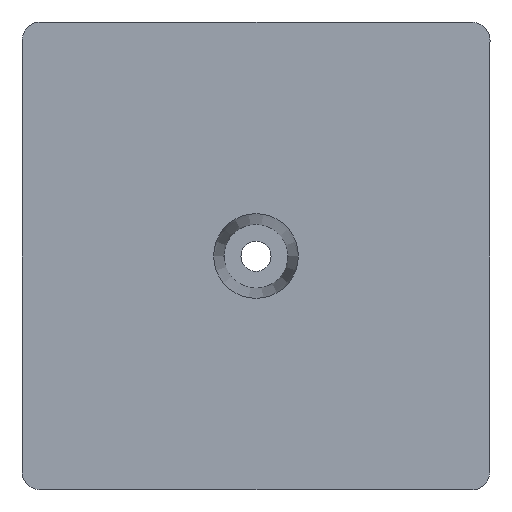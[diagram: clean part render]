
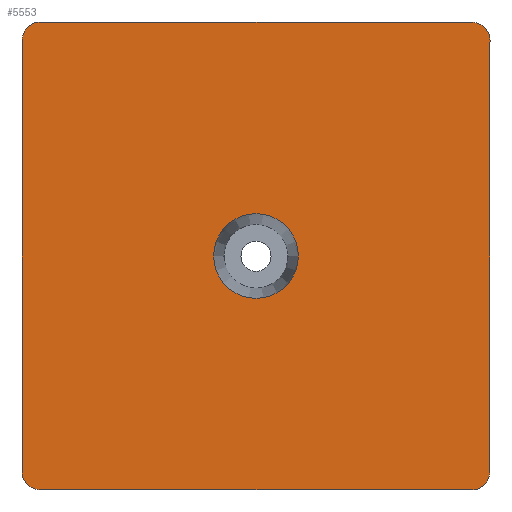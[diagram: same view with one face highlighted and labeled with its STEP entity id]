
A CAD part, top view. The second image highlights one B-rep face of the part: STEP entity #5553.
In plain terms, the highlighted planar face has unit normal (0, 0, 1).
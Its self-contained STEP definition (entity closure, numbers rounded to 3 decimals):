
#116 = CARTESIAN_POINT ( 'NONE',  ( 24.9, 0., 13.5 ) ) ;
#155 = EDGE_CURVE ( 'NONE', #1603, #1874, #964, .T. ) ;
#236 = CARTESIAN_POINT ( 'NONE',  ( -24.9, 0., 13.5 ) ) ;
#327 = EDGE_CURVE ( 'NONE', #2028, #3994, #5062, .T. ) ;
#431 = EDGE_CURVE ( 'NONE', #4472, #3627, #5153, .T. ) ;
#836 = CARTESIAN_POINT ( 'NONE',  ( -24.9, -22.901, 13.5 ) ) ;
#874 = CARTESIAN_POINT ( 'NONE',  ( 24.9, -22.901, 13.5 ) ) ;
#893 = CARTESIAN_POINT ( 'NONE',  ( 24.9, -24.072, 13.5 ) ) ;
#901 = CARTESIAN_POINT ( 'NONE',  ( 24.072, -24.9, 13.5 ) ) ;
#911 = CARTESIAN_POINT ( 'NONE',  ( 22.901, -24.9, 13.5 ) ) ;
#916 = AXIS2_PLACEMENT_3D ( 'NONE', #5193, #5169, #5157 ) ;
#922 = CIRCLE ( 'NONE', #916, 4.5 ) ;
#964 = LINE ( 'NONE', #3319, #3920 ) ;
#1019 =( BOUNDED_CURVE ( )  B_SPLINE_CURVE ( 3, ( #4415, #2039, #6402, #4379 ),
 .UNSPECIFIED., .F., .T. ) 
 B_SPLINE_CURVE_WITH_KNOTS ( ( 4, 4 ),
 ( 2.357, 3.926 ),
 .UNSPECIFIED. ) 
 CURVE ( )  GEOMETRIC_REPRESENTATION_ITEM ( )  RATIONAL_B_SPLINE_CURVE ( ( 1., 0.805, 0.805, 1. ) ) 
 REPRESENTATION_ITEM ( '' )  );
#1353 = AXIS2_PLACEMENT_3D ( 'NONE', #4277, #3684, #3094 ) ;
#1498 = CARTESIAN_POINT ( 'NONE',  ( -22.901, 24.9, 13.5 ) ) ;
#1603 = VERTEX_POINT ( 'NONE', #5805 ) ;
#1625 = ORIENTED_EDGE ( 'NONE', *, *, #6119, .T. ) ;
#1626 = ORIENTED_EDGE ( 'NONE', *, *, #3821, .T. ) ;
#1633 = ORIENTED_EDGE ( 'NONE', *, *, #2675, .T. ) ;
#1634 = ORIENTED_EDGE ( 'NONE', *, *, #3099, .T. ) ;
#1647 = ORIENTED_EDGE ( 'NONE', *, *, #4719, .T. ) ;
#1653 = ORIENTED_EDGE ( 'NONE', *, *, #431, .T. ) ;
#1665 = ORIENTED_EDGE ( 'NONE', *, *, #4961, .T. ) ;
#1682 = ORIENTED_EDGE ( 'NONE', *, *, #155, .T. ) ;
#1684 = ORIENTED_EDGE ( 'NONE', *, *, #3598, .T. ) ;
#1693 = ORIENTED_EDGE ( 'NONE', *, *, #327, .T. ) ;
#1823 = VERTEX_POINT ( 'NONE', #4410 ) ;
#1874 = VERTEX_POINT ( 'NONE', #4475 ) ;
#2028 = VERTEX_POINT ( 'NONE', #5150 ) ;
#2039 = CARTESIAN_POINT ( 'NONE',  ( -24.9, -24.072, 13.5 ) ) ;
#2073 = CARTESIAN_POINT ( 'NONE',  ( -24.9, 22.901, 13.5 ) ) ;
#2075 = CARTESIAN_POINT ( 'NONE',  ( -22.901, 24.9, 13.5 ) ) ;
#2084 = CARTESIAN_POINT ( 'NONE',  ( 22.901, 24.9, 13.5 ) ) ;
#2378 = DIRECTION ( 'NONE',  ( 0., 1., 0. ) ) ;
#2522 = DIRECTION ( 'NONE',  ( 0., -1., 0. ) ) ;
#2675 = EDGE_CURVE ( 'NONE', #3994, #4270, #3087, .T. ) ;
#2734 = VERTEX_POINT ( 'NONE', #5703 ) ;
#2919 = VECTOR ( 'NONE', #2378, 1000. ) ;
#3032 =( BOUNDED_CURVE ( )  B_SPLINE_CURVE ( 3, ( #911, #901, #893, #874 ),
 .UNSPECIFIED., .F., .T. ) 
 B_SPLINE_CURVE_WITH_KNOTS ( ( 4, 4 ),
 ( 2.357, 3.926 ),
 .UNSPECIFIED. ) 
 CURVE ( )  GEOMETRIC_REPRESENTATION_ITEM ( )  RATIONAL_B_SPLINE_CURVE ( ( 1., 0.805, 0.805, 1. ) ) 
 REPRESENTATION_ITEM ( '' )  );
#3069 = VECTOR ( 'NONE', #2522, 1000. ) ;
#3087 =( BOUNDED_CURVE ( )  B_SPLINE_CURVE ( 3, ( #5847, #5845, #5840, #5816 ),
 .UNSPECIFIED., .F., .T. ) 
 B_SPLINE_CURVE_WITH_KNOTS ( ( 4, 4 ),
 ( 2.357, 3.926 ),
 .UNSPECIFIED. ) 
 CURVE ( )  GEOMETRIC_REPRESENTATION_ITEM ( )  RATIONAL_B_SPLINE_CURVE ( ( 1., 0.805, 0.805, 1. ) ) 
 REPRESENTATION_ITEM ( '' )  );
#3094 = DIRECTION ( 'NONE',  ( 1., 0., 0. ) ) ;
#3099 = EDGE_CURVE ( 'NONE', #4270, #3955, #4380, .T. ) ;
#3139 = EDGE_LOOP ( 'NONE', ( #1633, #1634, #1647, #1653, #1665, #1682, #1684, #1693 ) ) ;
#3179 = EDGE_LOOP ( 'NONE', ( #1625, #1626 ) ) ;
#3319 = CARTESIAN_POINT ( 'NONE',  ( 0., -24.9, 13.5 ) ) ;
#3598 = EDGE_CURVE ( 'NONE', #1874, #2028, #3032, .T. ) ;
#3627 = VERTEX_POINT ( 'NONE', #836 ) ;
#3684 = DIRECTION ( 'NONE',  ( 0., 0., 1. ) ) ;
#3821 = EDGE_CURVE ( 'NONE', #2734, #1823, #6473, .T. ) ;
#3920 = VECTOR ( 'NONE', #5281, 1000. ) ;
#3955 = VERTEX_POINT ( 'NONE', #2075 ) ;
#3994 = VERTEX_POINT ( 'NONE', #4375 ) ;
#4192 = DIRECTION ( 'NONE',  ( 1., 0., 0. ) ) ;
#4270 = VERTEX_POINT ( 'NONE', #2084 ) ;
#4277 = CARTESIAN_POINT ( 'NONE',  ( 0., 0., 13.5 ) ) ;
#4339 = VECTOR ( 'NONE', #4371, 1000. ) ;
#4342 = CARTESIAN_POINT ( 'NONE',  ( 0., 0., 13.5 ) ) ;
#4371 = DIRECTION ( 'NONE',  ( -1., 0., 0. ) ) ;
#4373 = CARTESIAN_POINT ( 'NONE',  ( 0., 24.9, 13.5 ) ) ;
#4375 = CARTESIAN_POINT ( 'NONE',  ( 24.9, 22.901, 13.5 ) ) ;
#4379 = CARTESIAN_POINT ( 'NONE',  ( -22.901, -24.9, 13.5 ) ) ;
#4380 = LINE ( 'NONE', #4373, #4339 ) ;
#4410 = CARTESIAN_POINT ( 'NONE',  ( 4.5, 0., 13.5 ) ) ;
#4415 = CARTESIAN_POINT ( 'NONE',  ( -24.9, -22.901, 13.5 ) ) ;
#4437 = CARTESIAN_POINT ( 'NONE',  ( -24.9, 24.072, 13.5 ) ) ;
#4472 = VERTEX_POINT ( 'NONE', #5375 ) ;
#4475 = CARTESIAN_POINT ( 'NONE',  ( 22.901, -24.9, 13.5 ) ) ;
#4719 = EDGE_CURVE ( 'NONE', #3955, #4472, #4993, .T. ) ;
#4761 = PLANE ( 'NONE',  #1353 ) ;
#4961 = EDGE_CURVE ( 'NONE', #3627, #1603, #1019, .T. ) ;
#4993 =( BOUNDED_CURVE ( )  B_SPLINE_CURVE ( 3, ( #1498, #5986, #4437, #2073 ),
 .UNSPECIFIED., .F., .T. ) 
 B_SPLINE_CURVE_WITH_KNOTS ( ( 4, 4 ),
 ( 2.357, 3.926 ),
 .UNSPECIFIED. ) 
 CURVE ( )  GEOMETRIC_REPRESENTATION_ITEM ( )  RATIONAL_B_SPLINE_CURVE ( ( 1., 0.805, 0.805, 1. ) ) 
 REPRESENTATION_ITEM ( '' )  );
#5062 = LINE ( 'NONE', #116, #2919 ) ;
#5150 = CARTESIAN_POINT ( 'NONE',  ( 24.9, -22.901, 13.5 ) ) ;
#5153 = LINE ( 'NONE', #236, #3069 ) ;
#5157 = DIRECTION ( 'NONE',  ( 1., 0., 0. ) ) ;
#5169 = DIRECTION ( 'NONE',  ( 0., 0., -1. ) ) ;
#5193 = CARTESIAN_POINT ( 'NONE',  ( 0., 0., 13.5 ) ) ;
#5281 = DIRECTION ( 'NONE',  ( 1., 0., 0. ) ) ;
#5375 = CARTESIAN_POINT ( 'NONE',  ( -24.9, 22.901, 13.5 ) ) ;
#5553 = ADVANCED_FACE ( 'NONE', ( #6309, #5873 ), #4761, .T. ) ;
#5703 = CARTESIAN_POINT ( 'NONE',  ( -4.5, 0., 13.5 ) ) ;
#5805 = CARTESIAN_POINT ( 'NONE',  ( -22.901, -24.9, 13.5 ) ) ;
#5816 = CARTESIAN_POINT ( 'NONE',  ( 22.901, 24.9, 13.5 ) ) ;
#5821 = DIRECTION ( 'NONE',  ( 0., 0., -1. ) ) ;
#5840 = CARTESIAN_POINT ( 'NONE',  ( 24.072, 24.9, 13.5 ) ) ;
#5845 = CARTESIAN_POINT ( 'NONE',  ( 24.9, 24.072, 13.5 ) ) ;
#5847 = CARTESIAN_POINT ( 'NONE',  ( 24.9, 22.901, 13.5 ) ) ;
#5873 = FACE_OUTER_BOUND ( 'NONE', #3139, .T. ) ;
#5986 = CARTESIAN_POINT ( 'NONE',  ( -24.072, 24.9, 13.5 ) ) ;
#6119 = EDGE_CURVE ( 'NONE', #1823, #2734, #922, .T. ) ;
#6309 = FACE_BOUND ( 'NONE', #3179, .T. ) ;
#6402 = CARTESIAN_POINT ( 'NONE',  ( -24.072, -24.9, 13.5 ) ) ;
#6468 = AXIS2_PLACEMENT_3D ( 'NONE', #4342, #5821, #4192 ) ;
#6473 = CIRCLE ( 'NONE', #6468, 4.5 ) ;
